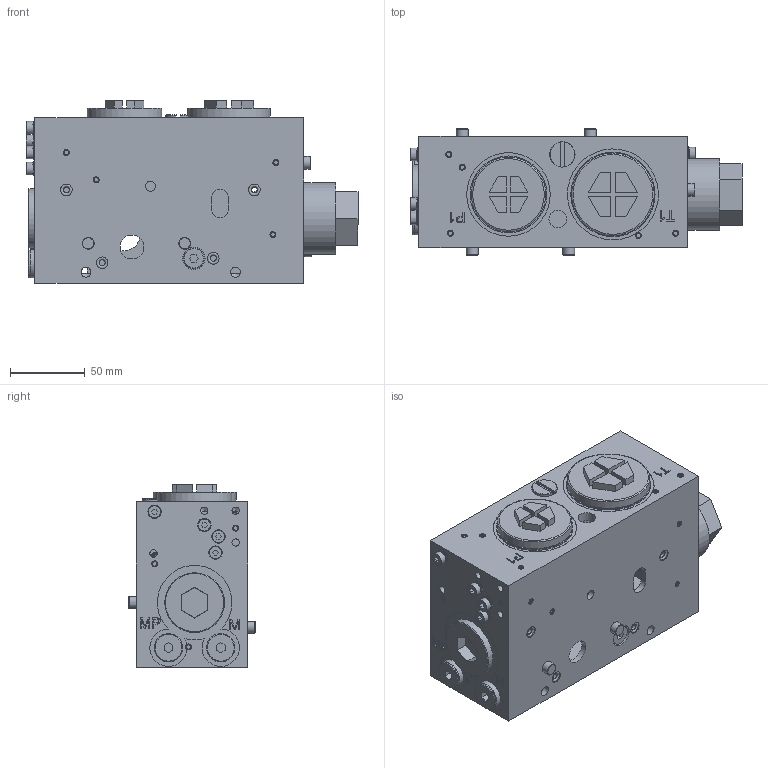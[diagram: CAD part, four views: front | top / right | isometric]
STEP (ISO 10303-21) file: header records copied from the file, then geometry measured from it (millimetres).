
FILE_DESCRIPTION(/* description */ ('Unknown'),/* implementation_level */ '2;1');
FILE_NAME(/* name */ '1435581_AP2210-555U-step',/* time_stamp */ '2021-03-11T15:40:03+01:00',/* author */ ('Unknown'),/* organization */ ('Unknown'),/* preprocessor_version */ 'ST-DEVELOPER v16.7',/* originating_system */ 'DEX',/* authorisation */ $);
FILE_SCHEMA (('AUTOMOTIVE_DESIGN {1 0 10303 214 3 1 1}'));
Length unit declared in the file: millimetre
Products named in the file (52): AP-2210-555U-G; AP-2210-C01-121-K_oa_0; AP-1630-001-002; WT-2601-115; WT-4015-001; HR-0111-039_oa_1; HR-0111-037_oa_2; AP-1610-001-024-A_oa_3; AP-1610-001-002-A_oa_4; WU-4208-012_oa_5; WU-4208-012_oa_6; WU-4208-012_oa_7; WU-4208-012_oa_8; WU-1505-006; WT-2000-057; WU-4604-040_oa_9; WU-4604-040_oa_10; WU-4604-040_oa_11; WU-4604-040; WU-4604-040_oa_12; WU-4604-040_oa_13; WU-4604-040_oa_14; WU-4604-040_oa_15; WU-4604-040_oa_16; WU-4604-040_oa_17; WU-4604-040_oa_18; WU-4604-040_oa_19; WU-4604-040_oa_20; WU-4604-040_oa_21; WU-4604-040_oa_22; WU-4604-040_oa_23; WW-5440-004_oa_24; WW-5440-004_oa_25; AP-2210-001-021_oa_26; WS-0051-060_oa_27; AP-2210-001-018-A_oa_28; AP-2210-001-020-A_oa_29; AP-2210-001-019-D_oa_30; WT-2604-124; WV-7305-005_oa_31 ...
Assembly tree (76 placements, depth 3):
  AP-2210-555U-G
    AP-2210-C01-121-K_oa_0
    AP-1630-001-002
    WT-2601-115
    WT-4015-001
    HR-0111-039_oa_1
    HR-0111-037_oa_2
    AP-1610-001-024-A_oa_3
    AP-1610-001-002-A_oa_4
    WU-4208-012_oa_5
    WU-4208-012_oa_6
    WU-4208-012_oa_7
    WU-4208-012_oa_8
    WU-1505-006  x7
    WT-2000-057  x7
    WU-4604-040_oa_9
    WU-4604-040_oa_10
    WU-4604-040_oa_11
    WU-4604-040  x7
    WU-4604-040_oa_12
    WU-4604-040_oa_13
    WU-4604-040_oa_14
    WU-4604-040_oa_15
    WU-4604-040_oa_16
    WU-4604-040_oa_17
    WU-4604-040_oa_18
    WU-4604-040_oa_19
    WU-4604-040_oa_20
    WU-4604-040_oa_21
    WU-4604-040_oa_22
    WU-4604-040_oa_23
    WW-5440-004_oa_24
    WW-5440-004_oa_25
    AP-2210-001-021_oa_26
    WS-0051-060_oa_27
    AP-2210-001-018-A_oa_28
    AP-2210-001-020-A_oa_29
    AP-2210-001-019-D_oa_30
    WT-2604-124
    WV-7305-005_oa_31
    WS-0051-120_oa_32
    WT-2600-516  x8
    WW-5440-002_oa_33
    WX-2130-020_oa_34
      wechselventil_oa_35
      kogel_oa_36
      WX-2130-020 O-RING_oa_37
      WX-2130-020 O-RING_oa_38
    WU-4604-040_oa_39
    XO-0008-042_oa_40
    XO-0008-048_oa_41
    M
Bounding box: 222.5 x 84.5 x 122.5 mm (x, y, z)
Volume: 509621.1 mm3; surface area: 203792.9 mm2
Topology: 64 solids, 64 shells, 1726 faces, 3345 edges, 2293 vertices
Faces by surface type: plane 888, cylinder 708, cone 84, torus 33, bspline 13
Full cylindrical faces by diameter (mm): 2 x19, 3 x25, 3.75 x226, 4 x278, 4.134 x11, 4.917 x6, 5 x7, 5.7 x7, 6.647 x3, 7.7 x14, 7.8 x8, 8 x8, 8.376 x3, 8.5 x7, 9 x7, 10 x1, 10.95 x1, 11 x2, 11.445 x2, 11.835 x1, 12.38 x1, 13 x3, 13.8 x1, 13.917 x1, 14 x2, 15 x4, 16 x1, 17 x3, 18.8 x2, 19 x4
Entity records: 34671 total; most frequent: CARTESIAN_POINT 6089, DIRECTION 5471, ORIENTED_EDGE 3452, AXIS2_PLACEMENT_3D 2481, FACE_BOUND 2437, EDGE_LOOP 2405, EDGE_CURVE 1726, VERTEX_POINT 1531
